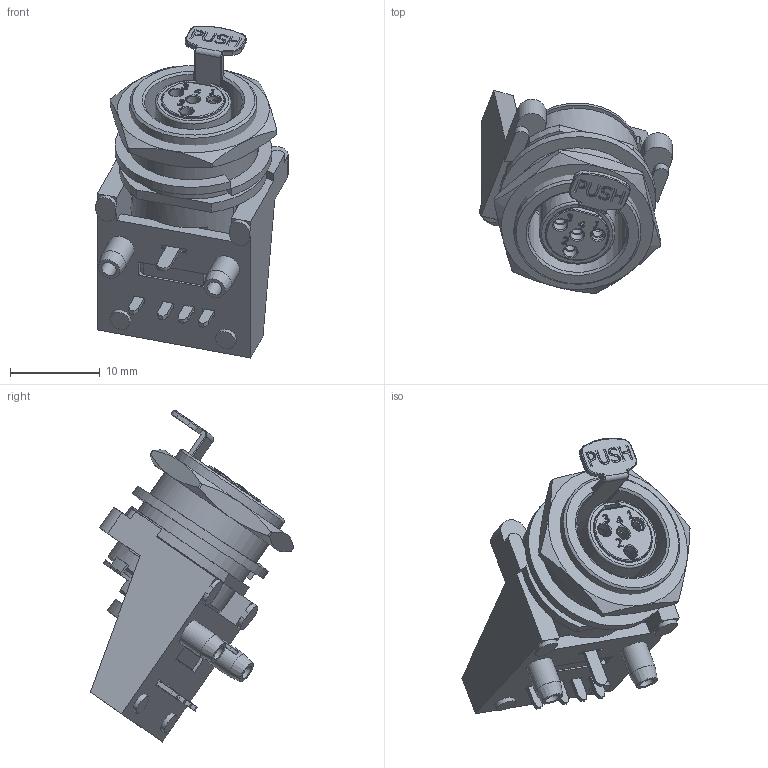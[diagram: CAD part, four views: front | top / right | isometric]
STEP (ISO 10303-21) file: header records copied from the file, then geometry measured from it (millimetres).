
FILE_DESCRIPTION(/* description */ (''),/* implementation_level */ '2;1');
FILE_NAME(/* name */ 'AG4FCCH.stp',/* time_stamp */ '2020-07-28T11:46:52+10:00',/* author */ ('minh'),/* organization */ (''),/* preprocessor_version */ 'ST-DEVELOPER v16.1',/* originating_system */ 'Autodesk Inventor 2016',/* authorisation */ '');
FILE_SCHEMA (('AUTOMOTIVE_DESIGN { 1 0 10303 214 3 1 1 }'));
Length unit declared in the file: inch
Products named in the file (1): AG4FCCH_Shrinkwrap_1
Bounding box: 21.48 x 22.74 x 37.09 mm (x, y, z)
Surface area: 5584.1 mm2 (no closed solid volume)
Topology: 0 solids, 35 shells, 339 faces, 1718 edges, 1398 vertices
Faces by surface type: plane 196, cylinder 96, cone 27, torus 18, bspline 2
Full cylindrical faces by diameter (mm): 0.8 x4, 1.5 x8, 1.7 x2, 2.3 x2, 3 x2, 7.9 x1, 8.45 x1, 8.55 x1, 9.9 x1, 14 x1, 14.2 x1
Entity records: 18334 total; most frequent: CARTESIAN_POINT 5198, DIRECTION 2387, ORIENTED_EDGE 2367, EDGE_CURVE 1665, VERTEX_POINT 1378, LINE 995, VECTOR 995, AXIS2_PLACEMENT_3D 696
